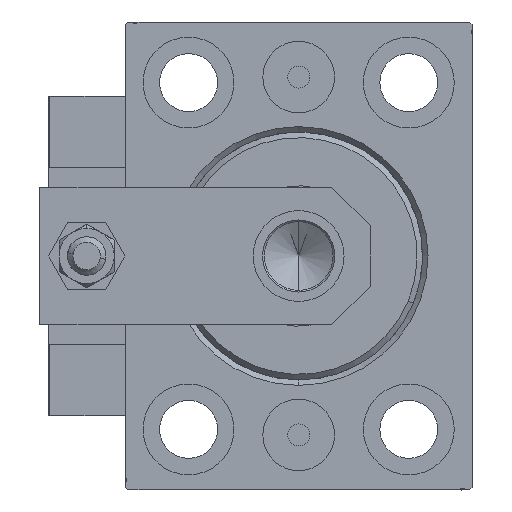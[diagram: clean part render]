
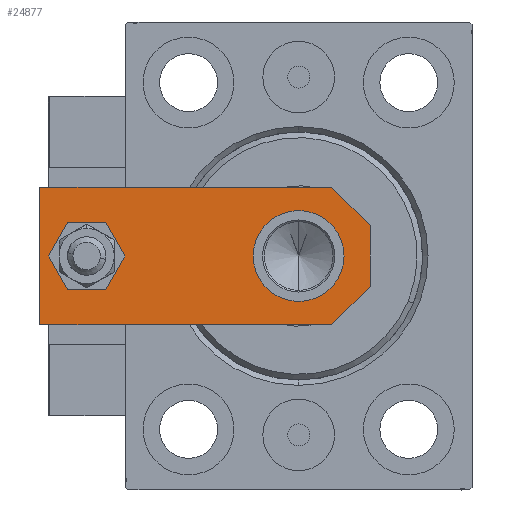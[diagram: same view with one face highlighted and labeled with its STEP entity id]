
A CAD part, left-side view. The second image highlights one B-rep face of the part: STEP entity #24877.
In plain terms, the highlighted face is planar.
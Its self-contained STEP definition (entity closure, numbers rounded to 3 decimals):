
#392 = CARTESIAN_POINT ( 'NONE',  ( -2.75, -2.75, 6. ) ) ;
#987 = CARTESIAN_POINT ( 'NONE',  ( -12.5, 0., 6. ) ) ;
#1380 = EDGE_CURVE ( 'NONE', #20334, #30696, #5826, .T. ) ;
#1959 = DIRECTION ( 'NONE',  ( 0.707, 0.707, 0. ) ) ;
#2095 = EDGE_CURVE ( 'NONE', #18584, #38473, #6826, .T. ) ;
#2811 = VERTEX_POINT ( 'NONE', #15664 ) ;
#2994 = EDGE_CURVE ( 'NONE', #30696, #26487, #45010, .T. ) ;
#3155 = CARTESIAN_POINT ( 'NONE',  ( 12.5, 7., 6. ) ) ;
#3864 = DIRECTION ( 'NONE',  ( 1., 0., 0. ) ) ;
#5179 = AXIS2_PLACEMENT_3D ( 'NONE', #43457, #24129, #49725 ) ;
#5572 = VECTOR ( 'NONE', #1959, 1000. ) ;
#5826 = LINE ( 'NONE', #987, #47725 ) ;
#6540 = CARTESIAN_POINT ( 'NONE',  ( 5.5, 0., 6. ) ) ;
#6565 = AXIS2_PLACEMENT_3D ( 'NONE', #12056, #35492, #11790 ) ;
#6586 = DIRECTION ( 'NONE',  ( 1., 0., 0. ) ) ;
#6826 = LINE ( 'NONE', #46277, #47979 ) ;
#7457 = CARTESIAN_POINT ( 'NONE',  ( 0., 51.5, 6. ) ) ;
#7956 = CIRCLE ( 'NONE', #50770, 4. ) ;
#8421 = ORIENTED_EDGE ( 'NONE', *, *, #35885, .F. ) ;
#8640 = ORIENTED_EDGE ( 'NONE', *, *, #2095, .T. ) ;
#10172 = VECTOR ( 'NONE', #14359, 1000. ) ;
#10860 = VECTOR ( 'NONE', #23030, 1000. ) ;
#11534 = AXIS2_PLACEMENT_3D ( 'NONE', #23101, #37787, #6586 ) ;
#11562 = CIRCLE ( 'NONE', #11534, 4. ) ;
#11790 = DIRECTION ( 'NONE',  ( 1., 0., 0. ) ) ;
#12056 = CARTESIAN_POINT ( 'NONE',  ( 0., 13., 6. ) ) ;
#13801 = PLANE ( 'NONE',  #24427 ) ;
#14359 = DIRECTION ( 'NONE',  ( 0., 1., 0. ) ) ;
#14787 = LINE ( 'NONE', #50629, #10860 ) ;
#15664 = CARTESIAN_POINT ( 'NONE',  ( -12.5, 7., 6. ) ) ;
#15744 = CARTESIAN_POINT ( 'NONE',  ( -5.5, 0., 6. ) ) ;
#16252 = EDGE_LOOP ( 'NONE', ( #8421, #19552 ) ) ;
#18584 = VERTEX_POINT ( 'NONE', #38923 ) ;
#18729 = CARTESIAN_POINT ( 'NONE',  ( 12.5, 0., 6. ) ) ;
#18882 = EDGE_CURVE ( 'NONE', #39889, #42928, #28818, .T. ) ;
#19118 = CARTESIAN_POINT ( 'NONE',  ( -8.25, 13., 6. ) ) ;
#19135 = EDGE_CURVE ( 'NONE', #2811, #20334, #47313, .T. ) ;
#19290 = EDGE_LOOP ( 'NONE', ( #23374, #36652 ) ) ;
#19552 = ORIENTED_EDGE ( 'NONE', *, *, #18882, .F. ) ;
#19858 = EDGE_CURVE ( 'NONE', #38473, #2811, #14787, .T. ) ;
#20334 = VERTEX_POINT ( 'NONE', #15744 ) ;
#20461 = VERTEX_POINT ( 'NONE', #33476 ) ;
#22569 = DIRECTION ( 'NONE',  ( -1., 0., 0. ) ) ;
#23030 = DIRECTION ( 'NONE',  ( 0., -1., 0. ) ) ;
#23101 = CARTESIAN_POINT ( 'NONE',  ( 0., 51.5, 6. ) ) ;
#23196 = DIRECTION ( 'NONE',  ( 0., 0., 1. ) ) ;
#23374 = ORIENTED_EDGE ( 'NONE', *, *, #48678, .F. ) ;
#24129 = DIRECTION ( 'NONE',  ( 0., 0., 1. ) ) ;
#24427 = AXIS2_PLACEMENT_3D ( 'NONE', #45220, #28764, #36757 ) ;
#24877 = ADVANCED_FACE ( 'NONE', ( #33371, #49128, #48627 ), #13801, .T. ) ;
#25673 = EDGE_CURVE ( 'NONE', #20461, #45032, #7956, .T. ) ;
#26487 = VERTEX_POINT ( 'NONE', #3155 ) ;
#27676 = EDGE_CURVE ( 'NONE', #26487, #18584, #49690, .T. ) ;
#28764 = DIRECTION ( 'NONE',  ( 0., 0., 1. ) ) ;
#28818 = CIRCLE ( 'NONE', #6565, 8.25 ) ;
#30696 = VERTEX_POINT ( 'NONE', #6540 ) ;
#33371 = FACE_BOUND ( 'NONE', #19290, .T. ) ;
#33476 = CARTESIAN_POINT ( 'NONE',  ( 4., 51.5, 6. ) ) ;
#33995 = CARTESIAN_POINT ( 'NONE',  ( 8.25, 13., 6. ) ) ;
#34554 = CARTESIAN_POINT ( 'NONE',  ( -4., 51.5, 6. ) ) ;
#35183 = ORIENTED_EDGE ( 'NONE', *, *, #1380, .T. ) ;
#35492 = DIRECTION ( 'NONE',  ( 0., 0., 1. ) ) ;
#35885 = EDGE_CURVE ( 'NONE', #42928, #39889, #39806, .T. ) ;
#36408 = ORIENTED_EDGE ( 'NONE', *, *, #27676, .T. ) ;
#36652 = ORIENTED_EDGE ( 'NONE', *, *, #25673, .F. ) ;
#36749 = ORIENTED_EDGE ( 'NONE', *, *, #19135, .T. ) ;
#36757 = DIRECTION ( 'NONE',  ( 1., 0., 0. ) ) ;
#37787 = DIRECTION ( 'NONE',  ( 0., 0., 1. ) ) ;
#37962 = ORIENTED_EDGE ( 'NONE', *, *, #19858, .T. ) ;
#38473 = VERTEX_POINT ( 'NONE', #41418 ) ;
#38923 = CARTESIAN_POINT ( 'NONE',  ( 12.5, 60., 6. ) ) ;
#39806 = CIRCLE ( 'NONE', #5179, 8.25 ) ;
#39889 = VERTEX_POINT ( 'NONE', #33995 ) ;
#40676 = CARTESIAN_POINT ( 'NONE',  ( 2.75, -2.75, 6. ) ) ;
#41418 = CARTESIAN_POINT ( 'NONE',  ( -12.5, 60., 6. ) ) ;
#42759 = EDGE_LOOP ( 'NONE', ( #37962, #36749, #35183, #46551, #36408, #8640 ) ) ;
#42928 = VERTEX_POINT ( 'NONE', #19118 ) ;
#43457 = CARTESIAN_POINT ( 'NONE',  ( 0., 13., 6. ) ) ;
#44036 = DIRECTION ( 'NONE',  ( 1., 0., 0. ) ) ;
#45010 = LINE ( 'NONE', #40676, #5572 ) ;
#45032 = VERTEX_POINT ( 'NONE', #34554 ) ;
#45220 = CARTESIAN_POINT ( 'NONE',  ( 0., 0., 6. ) ) ;
#46277 = CARTESIAN_POINT ( 'NONE',  ( 12.5, 60., 6. ) ) ;
#46551 = ORIENTED_EDGE ( 'NONE', *, *, #2994, .T. ) ;
#46969 = VECTOR ( 'NONE', #47822, 1000. ) ;
#47313 = LINE ( 'NONE', #392, #46969 ) ;
#47725 = VECTOR ( 'NONE', #44036, 1000. ) ;
#47822 = DIRECTION ( 'NONE',  ( 0.707, -0.707, 0. ) ) ;
#47979 = VECTOR ( 'NONE', #22569, 1000. ) ;
#48627 = FACE_BOUND ( 'NONE', #16252, .T. ) ;
#48678 = EDGE_CURVE ( 'NONE', #45032, #20461, #11562, .T. ) ;
#49128 = FACE_OUTER_BOUND ( 'NONE', #42759, .T. ) ;
#49690 = LINE ( 'NONE', #18729, #10172 ) ;
#49725 = DIRECTION ( 'NONE',  ( 1., 0., 0. ) ) ;
#50629 = CARTESIAN_POINT ( 'NONE',  ( -12.5, 60., 6. ) ) ;
#50770 = AXIS2_PLACEMENT_3D ( 'NONE', #7457, #23196, #3864 ) ;
